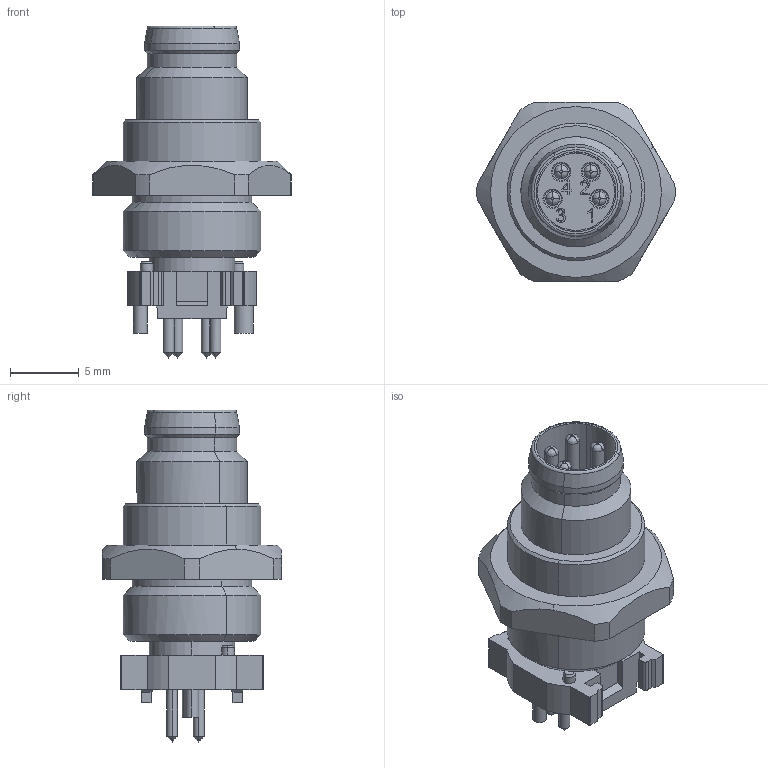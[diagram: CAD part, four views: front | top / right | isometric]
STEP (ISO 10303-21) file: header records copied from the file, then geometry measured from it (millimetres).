
FILE_DESCRIPTION(('CATIA V5R24 STEP','CAx-IF Rec.Pracs.--- Model Styling and Organization---1.2---2011-12-15'),'2;1');
FILE_NAME ('D1461855_0_2423070000_2423070000.stp','2017-05-16T12:34:30+00:00',('none'),('Weidmueller'),'CATIA Version 5-6 Release 2014 SP4 HF52','CATIA V5 STEP AP214','none');
FILE_SCHEMA(('AUTOMOTIVE_DESIGN { 1 0 10303 214 1 1 1 1 }'));
Length unit declared in the file: millimetre
Products named in the file (1): v5-standard_part
Bounding box: 14.39 x 13 x 24.1 mm (x, y, z)
Volume: 1270 mm3; surface area: 1288.2 mm2
Topology: 1 solids, 1 shells, 278 faces, 729 edges, 474 vertices
Faces by surface type: plane 115, cylinder 70, bspline 51, cone 36, torus 6
Entity records: 9455 total; most frequent: CARTESIAN_POINT 2944, ORIENTED_EDGE 1442, DIRECTION 961, EDGE_CURVE 721, VERTEX_POINT 474, AXIS2_PLACEMENT_3D 375, VECTOR 357, LINE 357
